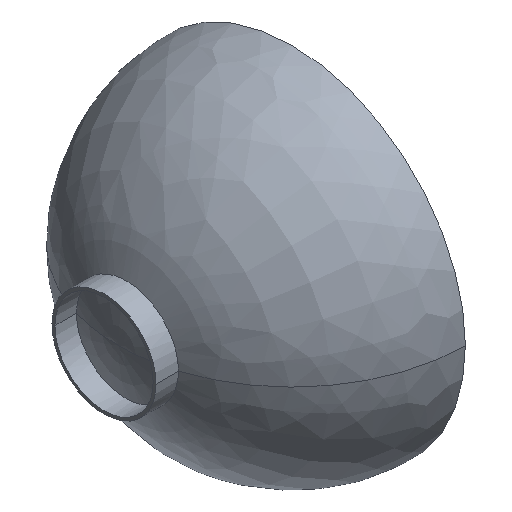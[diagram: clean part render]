
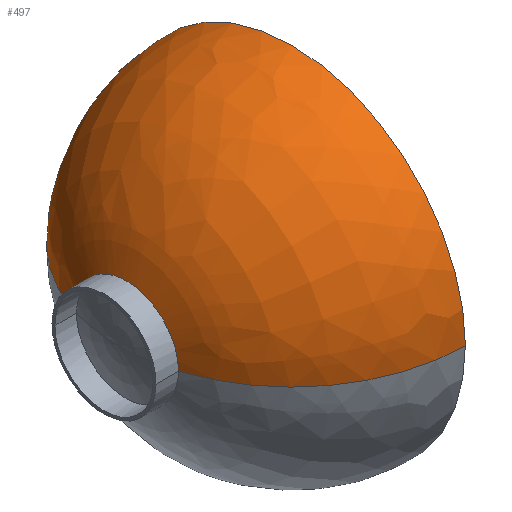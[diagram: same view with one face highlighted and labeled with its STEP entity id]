
A CAD part, isometric view. The second image highlights one B-rep face of the part: STEP entity #497.
In plain terms, the highlighted free-form (B-spline) face has degree [3, 3] with [4, 7] control points.
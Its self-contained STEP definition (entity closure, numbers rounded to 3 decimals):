
#36=CARTESIAN_POINT('#36',(7.764,18.,0.0));
#37=VERTEX_POINT('#37',#36);
#38=CARTESIAN_POINT('#38',(7.764,-18.,0.0));
#39=VERTEX_POINT('#39',#38);
#40=CARTESIAN_POINT('#40',(65.,60.,0.0));
#41=VERTEX_POINT('#41',#40);
#42=CARTESIAN_POINT('#42',(65.,-60.,0.0));
#43=VERTEX_POINT('#43',#42);
#118=CARTESIAN_POINT('#118',(7.764,-18.,0.0));
#119=CARTESIAN_POINT('#119',(7.764,-18.,10.547));
#120=CARTESIAN_POINT('#120',(7.764,-10.541,18.));
#121=CARTESIAN_POINT('#121',(7.764,0.0,18.));
#122=CARTESIAN_POINT('#122',(7.764,10.541,18.));
#123=CARTESIAN_POINT('#123',(7.764,18.,10.547));
#124=CARTESIAN_POINT('#124',(7.764,18.,0.0));
#125=(BOUNDED_CURVE()B_SPLINE_CURVE(3,(#118,#119,#120,#121,#122,#123,#124),
.UNSPECIFIED.,.F.,.F.)B_SPLINE_CURVE_WITH_KNOTS((4,3,4),(0.0,0.5,1.0),
.UNSPECIFIED.)CURVE()GEOMETRIC_REPRESENTATION_ITEM()RATIONAL_B_SPLINE_CURVE((
0.999,0.804,0.804,1.0,0.804,0.804,
0.999))REPRESENTATION_ITEM('#125'));
#134=CARTESIAN_POINT('#134',(65.,0.0,0.0));
#135=DIRECTION('#135',(0.0,0.0,-1.));
#136=DIRECTION('#136',(-1.,0.0,0.0));
#137=AXIS2_PLACEMENT_3D('#137',#134,#135,#136);
#138=CIRCLE('#138',#137,60.);
#144=CARTESIAN_POINT('#144',(65.,0.0,0.0));
#145=DIRECTION('#145',(0.0,0.0,1.0));
#146=DIRECTION('#146',(1.0,0.0,0.0));
#147=AXIS2_PLACEMENT_3D('#147',#144,#145,#146);
#148=CIRCLE('#148',#147,60.);
#157=CARTESIAN_POINT('#157',(65.,0.0,0.0));
#158=DIRECTION('#158',(1.0,0.0,0.0));
#159=DIRECTION('#159',(0.0,0.0,-1.));
#160=AXIS2_PLACEMENT_3D('#160',#157,#158,#159);
#161=CIRCLE('#161',#160,60.);
#177=EDGE_CURVE('#177',#39,#37,#125,.T.);
#179=EDGE_CURVE('#179',#37,#41,#138,.T.);
#181=EDGE_CURVE('#181',#39,#43,#148,.T.);
#183=EDGE_CURVE('#183',#41,#43,#161,.T.);
#462=ORIENTED_EDGE('#462',*,*,#181,.T.);
#463=ORIENTED_EDGE('#463',*,*,#183,.F.);
#464=ORIENTED_EDGE('#464',*,*,#179,.F.);
#465=ORIENTED_EDGE('#465',*,*,#177,.F.);
#466=EDGE_LOOP('#466',(#462,#463,#464,#465));
#467=FACE_BOUND('#467',#466,.T.);
#468=CARTESIAN_POINT('#468',(65.,60.,0.0));
#469=CARTESIAN_POINT('#469',(65.,60.,35.157));
#470=CARTESIAN_POINT('#470',(65.,35.138,60.));
#471=CARTESIAN_POINT('#471',(65.,0.0,60.));
#472=CARTESIAN_POINT('#472',(65.,-35.138,60.));
#473=CARTESIAN_POINT('#473',(65.,-60.,35.157));
#474=CARTESIAN_POINT('#474',(65.,-60.,0.0));
#475=CARTESIAN_POINT('#475',(38.346,60.,0.0));
#476=CARTESIAN_POINT('#476',(38.346,60.,35.157));
#477=CARTESIAN_POINT('#477',(38.346,35.138,60.));
#478=CARTESIAN_POINT('#478',(38.346,0.0,60.));
#479=CARTESIAN_POINT('#479',(38.346,-35.138,60.));
#480=CARTESIAN_POINT('#480',(38.346,-60.,35.157));
#481=CARTESIAN_POINT('#481',(38.346,-60.,0.0));
#482=CARTESIAN_POINT('#482',(16.07,44.414,0.0));
#483=CARTESIAN_POINT('#483',(16.07,44.414,26.024));
#484=CARTESIAN_POINT('#484',(16.07,26.01,44.414));
#485=CARTESIAN_POINT('#485',(16.07,0.0,44.414));
#486=CARTESIAN_POINT('#486',(16.07,-26.01,44.414));
#487=CARTESIAN_POINT('#487',(16.07,-44.414,26.024));
#488=CARTESIAN_POINT('#488',(16.07,-44.414,0.0));
#489=CARTESIAN_POINT('#489',(7.764,18.,0.0));
#490=CARTESIAN_POINT('#490',(7.764,18.,10.547));
#491=CARTESIAN_POINT('#491',(7.764,10.541,18.));
#492=CARTESIAN_POINT('#492',(7.764,0.0,18.));
#493=CARTESIAN_POINT('#493',(7.764,-10.541,18.));
#494=CARTESIAN_POINT('#494',(7.764,-18.,10.547));
#495=CARTESIAN_POINT('#495',(7.764,-18.,0.0));
#496=(BOUNDED_SURFACE()B_SPLINE_SURFACE(3,3,((#468,#469,#470,#471,#472,#473,#474
),(#475,#476,#477,#478,#479,#480,#481),(#482,#483,#484,#485,#486,#487,#488),(
#489,#490,#491,#492,#493,#494,#495)),.UNSPECIFIED.,.F.,.F.,.F.)
B_SPLINE_SURFACE_WITH_KNOTS((4,4),(4,3,4),(0.001,0.796),(
0.001,0.5,0.999),.UNSPECIFIED.)GEOMETRIC_REPRESENTATION_ITEM()
RATIONAL_B_SPLINE_SURFACE(((0.998,0.803,0.804,
0.999,0.804,0.803,0.998),(0.843,
0.679,0.679,0.844,0.679,0.679,
0.843),(0.812,0.653,0.654,0.813,
0.654,0.653,0.812),(0.904,0.727,
0.728,0.905,0.728,0.727,0.904)))
REPRESENTATION_ITEM('#496')SURFACE());
#497=ADVANCED_FACE('#497',(#467),#496,.T.);
